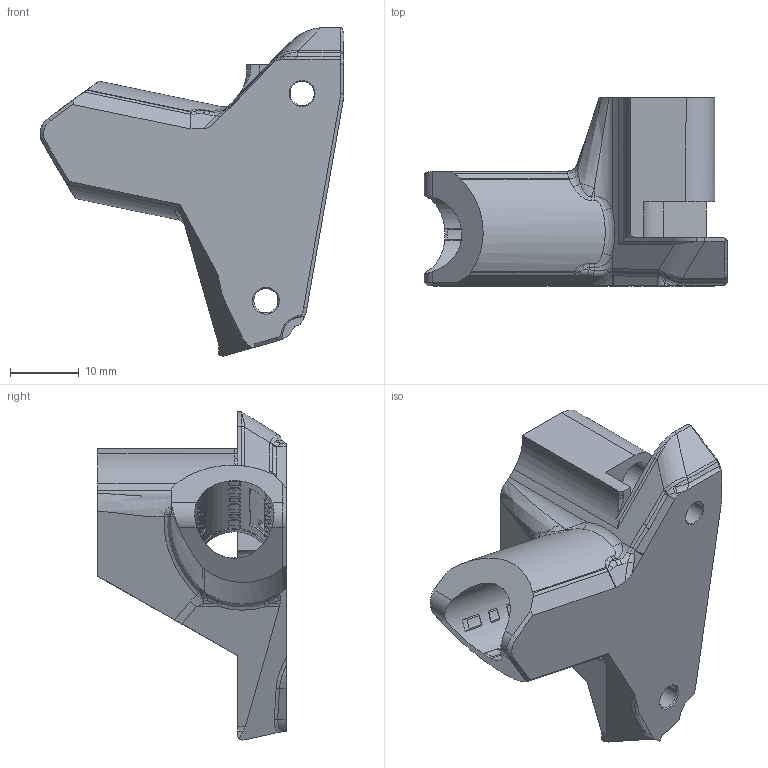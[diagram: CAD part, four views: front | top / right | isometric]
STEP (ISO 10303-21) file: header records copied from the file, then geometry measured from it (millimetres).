
FILE_DESCRIPTION((''),'2;1');
FILE_NAME('FRONT_CUT_OUT_2','2026-01-13T22:55:05',('james'),(''),'CREO PARAMETRIC BY PTC INC, 2023294','CREO PARAMETRIC BY PTC INC, 2023294','');
FILE_SCHEMA(('CONFIG_CONTROL_DESIGN'));
Length unit declared in the file: millimetre
Products named in the file (1): FRONT_CUT_OUT_2
Bounding box: 44.02 x 27.28 x 47.58 mm (x, y, z)
Volume: 11491.7 mm3; surface area: 6736.6 mm2
Topology: 1 solids, 1 shells, 534 faces, 1378 edges, 871 vertices
Faces by surface type: plane 287, cylinder 133, bspline 84, cone 14, extrusion 11, torus 3, sphere 2
Entity records: 34782 total; most frequent: CARTESIAN_POINT 22314, ORIENTED_EDGE 2754, DIRECTION 2348, EDGE_CURVE 1377, VERTEX_POINT 871, AXIS2_PLACEMENT_3D 805, VECTOR 738, LINE 727
